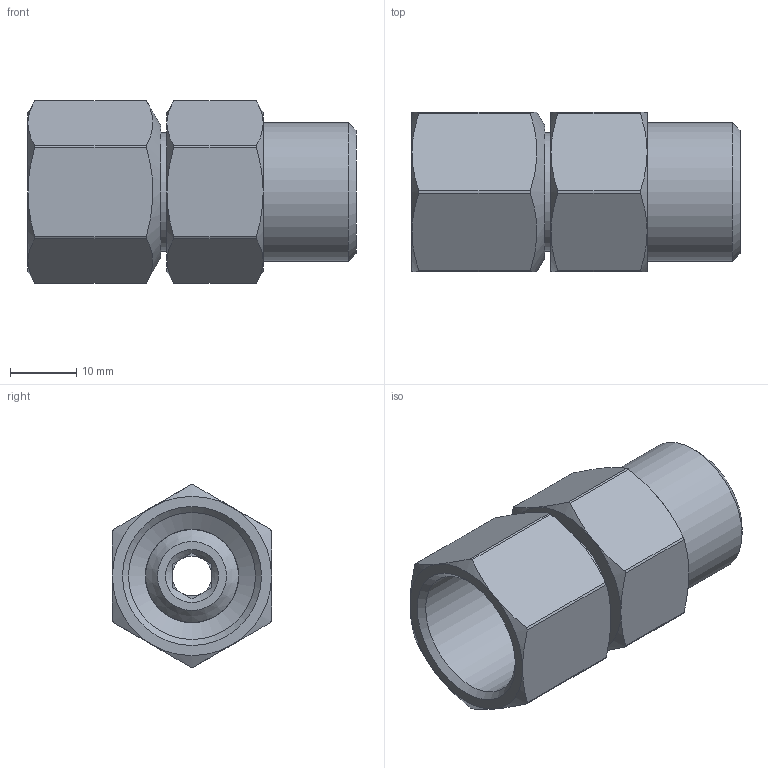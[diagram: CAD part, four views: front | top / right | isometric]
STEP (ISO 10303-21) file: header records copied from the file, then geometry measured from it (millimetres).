
FILE_DESCRIPTION(/* description */ ('Unknown'),/* implementation_level */ '2;1');
FILE_NAME(/* name */ '200310040-Swivel',/* time_stamp */ '2022-02-21T13:36:48+01:00',/* author */ ('Unknown'),/* organization */ ('Unknown'),/* preprocessor_version */ 'ST-DEVELOPER v18.1',/* originating_system */ 'Solid Edge',/* authorisation */ 'Unknown');
FILE_SCHEMA (('AUTOMOTIVE_DESIGN {1 0 10303 214 3 1 1}'));
Length unit declared in the file: millimetre
Products named in the file (1): Part1
Bounding box: 49.45 x 24 x 27.5 mm (x, y, z)
Volume: 15914.2 mm3; surface area: 7841.9 mm2
Topology: 1 solids, 1 shells, 80 faces, 183 edges, 112 vertices
Faces by surface type: plane 33, cone 26, cylinder 21
Full cylindrical faces by diameter (mm): 6 x1, 6.5 x1, 14 x1, 14.08 x1, 16.8 x1, 17.8 x1, 18 x1, 19.14 x1, 20.96 x1
Entity records: 2828 total; most frequent: CARTESIAN_POINT 539, DIRECTION 346, ORIENTED_EDGE 322, EDGE_CURVE 161, AXIS2_PLACEMENT_3D 152, VERTEX_POINT 107, EDGE_LOOP 106, FACE_BOUND 106
